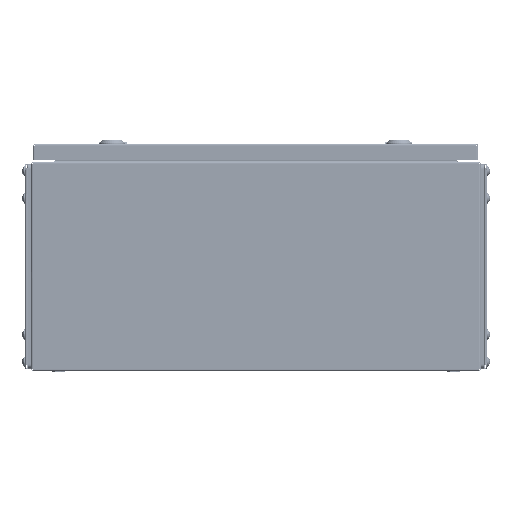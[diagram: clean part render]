
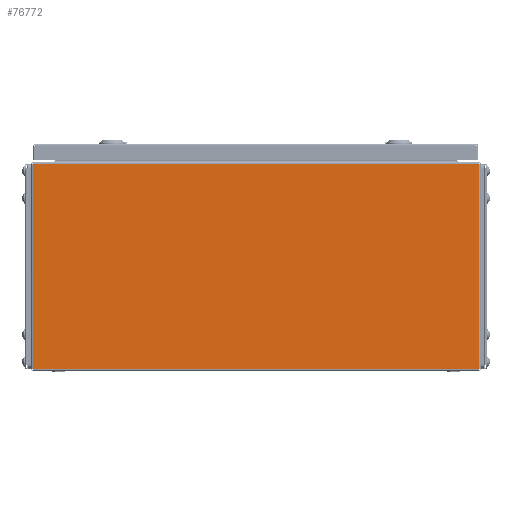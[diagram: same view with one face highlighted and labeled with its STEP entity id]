
A CAD part, left-side view. The second image highlights one B-rep face of the part: STEP entity #76772.
In plain terms, the highlighted planar face has unit normal (-1, 0, 0).
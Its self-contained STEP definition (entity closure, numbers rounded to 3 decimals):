
#2046 = LINE ( 'NONE', #27277, #31686 ) ;
#2718 = LINE ( 'NONE', #22137, #74623 ) ;
#5294 = AXIS2_PLACEMENT_3D ( 'NONE', #29591, #61010, #36193 ) ;
#11442 = EDGE_CURVE ( 'NONE', #62944, #58559, #2718, .T. ) ;
#15971 = FACE_OUTER_BOUND ( 'NONE', #78376, .T. ) ;
#20377 = CARTESIAN_POINT ( 'NONE',  ( -200., -245.5, 227.5 ) ) ;
#22137 = CARTESIAN_POINT ( 'NONE',  ( -200., 245.5, 0. ) ) ;
#27277 = CARTESIAN_POINT ( 'NONE',  ( -200., -245.5, 0. ) ) ;
#29591 = CARTESIAN_POINT ( 'NONE',  ( -200., 0., 0. ) ) ;
#31686 = VECTOR ( 'NONE', #52474, 1000. ) ;
#36193 = DIRECTION ( 'NONE',  ( 0., 0., -1. ) ) ;
#36785 = ORIENTED_EDGE ( 'NONE', *, *, #73009, .T. ) ;
#37452 = DIRECTION ( 'NONE',  ( 0., 1., 0. ) ) ;
#39077 = CARTESIAN_POINT ( 'NONE',  ( -200., 245.5, 1. ) ) ;
#39735 = CARTESIAN_POINT ( 'NONE',  ( -200., -245.5, 1. ) ) ;
#39827 = ORIENTED_EDGE ( 'NONE', *, *, #46222, .F. ) ;
#42585 = ORIENTED_EDGE ( 'NONE', *, *, #60981, .T. ) ;
#43667 = CARTESIAN_POINT ( 'NONE',  ( -200., 245.5, 1. ) ) ;
#44068 = VECTOR ( 'NONE', #37452, 1000. ) ;
#44178 = VECTOR ( 'NONE', #76174, 1000. ) ;
#44803 = LINE ( 'NONE', #20377, #44178 ) ;
#46222 = EDGE_CURVE ( 'NONE', #75285, #58559, #50657, .T. ) ;
#50657 = LINE ( 'NONE', #43667, #44068 ) ;
#52474 = DIRECTION ( 'NONE',  ( 0., 0., 1. ) ) ;
#53588 = CARTESIAN_POINT ( 'NONE',  ( -200., 245.5, 227.5 ) ) ;
#58559 = VERTEX_POINT ( 'NONE', #39077 ) ;
#59239 = CARTESIAN_POINT ( 'NONE',  ( -200., -245.5, 227.5 ) ) ;
#60981 = EDGE_CURVE ( 'NONE', #71656, #62944, #44803, .T. ) ;
#61010 = DIRECTION ( 'NONE',  ( 1., 0., 0. ) ) ;
#62944 = VERTEX_POINT ( 'NONE', #53588 ) ;
#65938 = DIRECTION ( 'NONE',  ( 0., 0., -1. ) ) ;
#70604 = ORIENTED_EDGE ( 'NONE', *, *, #11442, .T. ) ;
#71656 = VERTEX_POINT ( 'NONE', #59239 ) ;
#73009 = EDGE_CURVE ( 'NONE', #75285, #71656, #2046, .T. ) ;
#74623 = VECTOR ( 'NONE', #65938, 1000. ) ;
#75285 = VERTEX_POINT ( 'NONE', #39735 ) ;
#76174 = DIRECTION ( 'NONE',  ( 0., 1., 0. ) ) ;
#76772 = ADVANCED_FACE ( 'NONE', ( #15971 ), #80366, .F. ) ;
#78376 = EDGE_LOOP ( 'NONE', ( #42585, #70604, #39827, #36785 ) ) ;
#80366 = PLANE ( 'NONE',  #5294 ) ;
